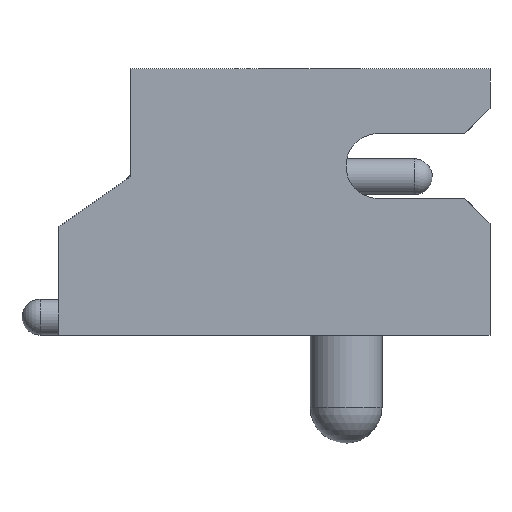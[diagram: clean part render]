
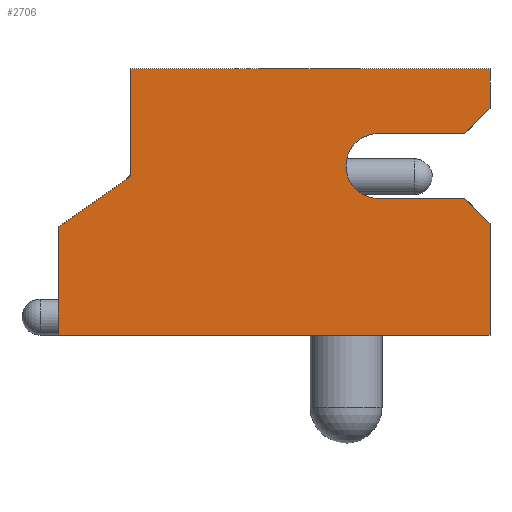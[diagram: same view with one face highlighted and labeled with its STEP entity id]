
A CAD part, front view. The second image highlights one B-rep face of the part: STEP entity #2706.
In plain terms, the highlighted planar face has unit normal (0, -1, 0).
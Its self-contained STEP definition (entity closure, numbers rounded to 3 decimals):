
#52=PLANE('',#2984);
#235=FACE_OUTER_BOUND('',#384,.T.);
#384=EDGE_LOOP('',(#2116,#2117,#2118,#2119,#2120,#2121,#2122,#2123,#2124,
#2125,#2126,#2127));
#529=LINE('',#4408,#795);
#540=LINE('',#4445,#806);
#550=LINE('',#4465,#816);
#560=LINE('',#4486,#826);
#563=LINE('',#4492,#829);
#571=LINE('',#4510,#837);
#572=LINE('',#4511,#838);
#573=LINE('',#4513,#839);
#574=LINE('',#4515,#840);
#575=LINE('',#4517,#841);
#576=LINE('',#4518,#842);
#795=VECTOR('',#3464,10.);
#806=VECTOR('',#3497,10.);
#816=VECTOR('',#3513,10.);
#826=VECTOR('',#3527,10.);
#829=VECTOR('',#3532,10.);
#837=VECTOR('',#3552,10.);
#838=VECTOR('',#3553,10.);
#839=VECTOR('',#3554,10.);
#840=VECTOR('',#3555,10.);
#841=VECTOR('',#3556,10.);
#842=VECTOR('',#3557,10.);
#1111=CIRCLE('',#2981,0.45);
#1231=VERTEX_POINT('',#4405);
#1232=VERTEX_POINT('',#4407);
#1246=VERTEX_POINT('',#4442);
#1247=VERTEX_POINT('',#4444);
#1254=VERTEX_POINT('',#4464);
#1262=VERTEX_POINT('',#4483);
#1263=VERTEX_POINT('',#4485);
#1265=VERTEX_POINT('',#4491);
#1269=VERTEX_POINT('',#4509);
#1270=VERTEX_POINT('',#4512);
#1271=VERTEX_POINT('',#4514);
#1272=VERTEX_POINT('',#4516);
#1538=EDGE_CURVE('',#1232,#1231,#529,.T.);
#1555=EDGE_CURVE('',#1247,#1246,#540,.T.);
#1565=EDGE_CURVE('',#1254,#1247,#550,.T.);
#1575=EDGE_CURVE('',#1263,#1262,#560,.T.);
#1578=EDGE_CURVE('',#1265,#1263,#563,.T.);
#1581=EDGE_CURVE('',#1246,#1265,#1111,.T.);
#1588=EDGE_CURVE('',#1269,#1262,#571,.T.);
#1589=EDGE_CURVE('',#1232,#1269,#572,.T.);
#1590=EDGE_CURVE('',#1231,#1270,#573,.T.);
#1591=EDGE_CURVE('',#1270,#1271,#574,.T.);
#1592=EDGE_CURVE('',#1271,#1272,#575,.T.);
#1593=EDGE_CURVE('',#1254,#1272,#576,.T.);
#2116=ORIENTED_EDGE('',*,*,#1565,.T.);
#2117=ORIENTED_EDGE('',*,*,#1555,.T.);
#2118=ORIENTED_EDGE('',*,*,#1581,.T.);
#2119=ORIENTED_EDGE('',*,*,#1578,.T.);
#2120=ORIENTED_EDGE('',*,*,#1575,.T.);
#2121=ORIENTED_EDGE('',*,*,#1588,.F.);
#2122=ORIENTED_EDGE('',*,*,#1589,.F.);
#2123=ORIENTED_EDGE('',*,*,#1538,.T.);
#2124=ORIENTED_EDGE('',*,*,#1590,.T.);
#2125=ORIENTED_EDGE('',*,*,#1591,.T.);
#2126=ORIENTED_EDGE('',*,*,#1592,.T.);
#2127=ORIENTED_EDGE('',*,*,#1593,.F.);
#2706=ADVANCED_FACE('',(#235),#52,.T.);
#2981=AXIS2_PLACEMENT_3D('',#4496,#3538,#3539);
#2984=AXIS2_PLACEMENT_3D('',#4508,#3550,#3551);
#3464=DIRECTION('',(0.,0.,-1.));
#3497=DIRECTION('',(-1.,0.,0.));
#3513=DIRECTION('',(-0.707,0.,0.707));
#3527=DIRECTION('',(0.707,0.,0.707));
#3532=DIRECTION('',(1.,0.,0.));
#3538=DIRECTION('center_axis',(0.,1.,0.));
#3539=DIRECTION('ref_axis',(0.,0.,1.));
#3550=DIRECTION('center_axis',(0.,-1.,0.));
#3551=DIRECTION('ref_axis',(0.,0.,-1.));
#3552=DIRECTION('',(0.,0.,-1.));
#3553=DIRECTION('',(1.,0.,0.));
#3554=DIRECTION('',(-0.819,0.,-0.573));
#3555=DIRECTION('',(0.,0.,-1.));
#3556=DIRECTION('',(1.,0.,0.));
#3557=DIRECTION('',(0.,0.,-1.));
#4405=CARTESIAN_POINT('',(-3.,-0.6,2.2));
#4407=CARTESIAN_POINT('',(-3.,-0.6,3.7));
#4408=CARTESIAN_POINT('',(-3.,-0.6,3.7));
#4442=CARTESIAN_POINT('',(0.45,-0.6,1.9));
#4444=CARTESIAN_POINT('',(1.65,-0.6,1.9));
#4445=CARTESIAN_POINT('',(-0.675,-0.6,1.9));
#4464=CARTESIAN_POINT('',(2.,-0.6,1.55));
#4465=CARTESIAN_POINT('',(0.213,-0.6,3.338));
#4483=CARTESIAN_POINT('',(2.,-0.6,3.15));
#4485=CARTESIAN_POINT('',(1.65,-0.6,2.8));
#4486=CARTESIAN_POINT('',(0.713,-0.6,1.863));
#4491=CARTESIAN_POINT('',(0.45,-0.6,2.8));
#4492=CARTESIAN_POINT('',(-1.275,-0.6,2.8));
#4496=CARTESIAN_POINT('Origin',(0.45,-0.6,2.35));
#4508=CARTESIAN_POINT('Origin',(-3.,-0.6,3.7));
#4509=CARTESIAN_POINT('',(2.,-0.6,3.7));
#4510=CARTESIAN_POINT('',(2.,-0.6,3.7));
#4511=CARTESIAN_POINT('',(-3.,-0.6,3.7));
#4512=CARTESIAN_POINT('',(-4.,-0.6,1.5));
#4513=CARTESIAN_POINT('',(-3.,-0.6,2.2));
#4514=CARTESIAN_POINT('',(-4.,-0.6,0.));
#4515=CARTESIAN_POINT('',(-4.,-0.6,1.5));
#4516=CARTESIAN_POINT('',(2.,-0.6,0.));
#4517=CARTESIAN_POINT('',(-3.,-0.6,0.));
#4518=CARTESIAN_POINT('',(2.,-0.6,3.7));
